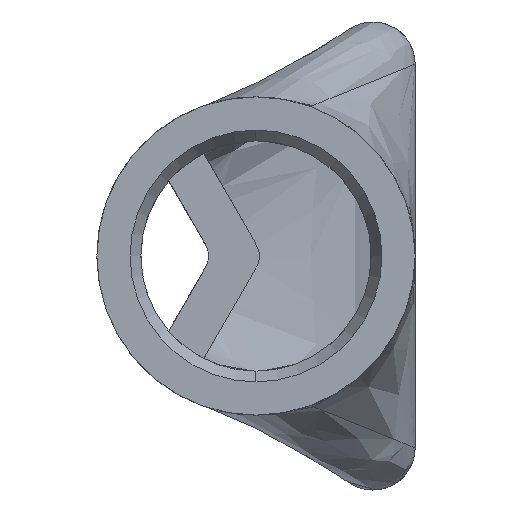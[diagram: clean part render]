
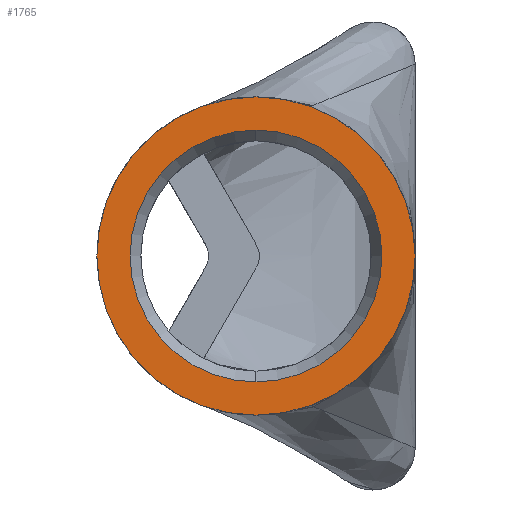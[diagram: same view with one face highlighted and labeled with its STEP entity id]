
A CAD part, left-side view. The second image highlights one B-rep face of the part: STEP entity #1765.
In plain terms, the highlighted planar face has unit normal (-1, 0, 0).
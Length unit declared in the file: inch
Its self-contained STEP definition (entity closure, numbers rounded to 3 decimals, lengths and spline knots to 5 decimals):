
#16 = CARTESIAN_POINT ( 'NONE',  ( 0., 0.17, 0.13455 ) ) ;
#51 = AXIS2_PLACEMENT_3D ( 'NONE', #273, #1601, #452 ) ;
#178 = CIRCLE ( 'NONE', #1592, 0.17 ) ;
#185 = ORIENTED_EDGE ( 'NONE', *, *, #1353, .T. ) ;
#273 = CARTESIAN_POINT ( 'NONE',  ( 0., 0., 0. ) ) ;
#298 = AXIS2_PLACEMENT_3D ( 'NONE', #645, #1791, #917 ) ;
#304 = VERTEX_POINT ( 'NONE', #1482 ) ;
#341 = CIRCLE ( 'NONE', #652, 0.13455 ) ;
#342 = EDGE_CURVE ( 'NONE', #1598, #1730, #693, .T. ) ;
#365 = CARTESIAN_POINT ( 'NONE',  ( 0., 0.17, 0. ) ) ;
#403 = EDGE_CURVE ( 'NONE', #1730, #1598, #178, .T. ) ;
#412 = FACE_BOUND ( 'NONE', #1549, .T. ) ;
#422 = FACE_OUTER_BOUND ( 'NONE', #836, .T. ) ;
#452 = DIRECTION ( 'NONE',  ( 0., 0., 1. ) ) ;
#645 = CARTESIAN_POINT ( 'NONE',  ( 0., 0.17, 0. ) ) ;
#652 = AXIS2_PLACEMENT_3D ( 'NONE', #1385, #658, #1091 ) ;
#658 = DIRECTION ( 'NONE',  ( 1., 0., 0. ) ) ;
#684 = DIRECTION ( 'NONE',  ( 1., 0., 0. ) ) ;
#693 = CIRCLE ( 'NONE', #298, 0.17 ) ;
#694 = DIRECTION ( 'NONE',  ( 0., 0., 1. ) ) ;
#727 = PLANE ( 'NONE',  #51 ) ;
#756 = ORIENTED_EDGE ( 'NONE', *, *, #1557, .T. ) ;
#836 = EDGE_LOOP ( 'NONE', ( #1014, #1070 ) ) ;
#863 = DIRECTION ( 'NONE',  ( 0., 0., 1. ) ) ;
#917 = DIRECTION ( 'NONE',  ( 0., 0., 1. ) ) ;
#952 = AXIS2_PLACEMENT_3D ( 'NONE', #1576, #1287, #863 ) ;
#1014 = ORIENTED_EDGE ( 'NONE', *, *, #342, .F. ) ;
#1070 = ORIENTED_EDGE ( 'NONE', *, *, #403, .F. ) ;
#1091 = DIRECTION ( 'NONE',  ( 0., 0., 1. ) ) ;
#1208 = CARTESIAN_POINT ( 'NONE',  ( 0., 0.17, 0.17 ) ) ;
#1287 = DIRECTION ( 'NONE',  ( 1., 0., 0. ) ) ;
#1345 = CIRCLE ( 'NONE', #952, 0.13455 ) ;
#1353 = EDGE_CURVE ( 'NONE', #304, #1466, #341, .T. ) ;
#1385 = CARTESIAN_POINT ( 'NONE',  ( 0., 0.17, 0. ) ) ;
#1466 = VERTEX_POINT ( 'NONE', #16 ) ;
#1482 = CARTESIAN_POINT ( 'NONE',  ( 0., 0.17, -0.13455 ) ) ;
#1549 = EDGE_LOOP ( 'NONE', ( #756, #185 ) ) ;
#1557 = EDGE_CURVE ( 'NONE', #1466, #304, #1345, .T. ) ;
#1576 = CARTESIAN_POINT ( 'NONE',  ( 0., 0.17, 0. ) ) ;
#1592 = AXIS2_PLACEMENT_3D ( 'NONE', #365, #684, #694 ) ;
#1598 = VERTEX_POINT ( 'NONE', #1208 ) ;
#1601 = DIRECTION ( 'NONE',  ( -1., 0., 0. ) ) ;
#1717 = CARTESIAN_POINT ( 'NONE',  ( 0., 0.17, -0.17 ) ) ;
#1730 = VERTEX_POINT ( 'NONE', #1717 ) ;
#1765 = ADVANCED_FACE ( 'NONE', ( #422, #412 ), #727, .T. ) ;
#1791 = DIRECTION ( 'NONE',  ( 1., 0., 0. ) ) ;
